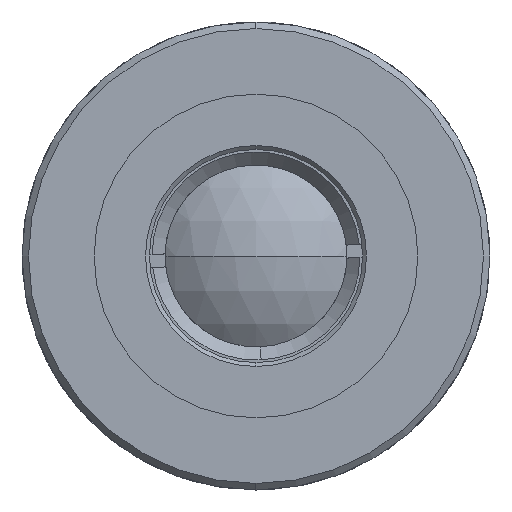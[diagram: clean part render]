
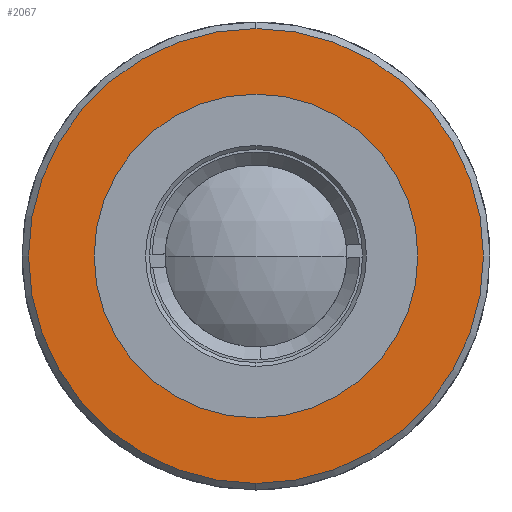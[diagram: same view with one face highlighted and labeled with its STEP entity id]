
A CAD part, left-side view. The second image highlights one B-rep face of the part: STEP entity #2067.
In plain terms, the highlighted planar face has unit normal (-1, 0, 0).
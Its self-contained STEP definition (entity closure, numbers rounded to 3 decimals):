
#90 = VERTEX_POINT ( 'NONE', #2361 ) ;
#113 = AXIS2_PLACEMENT_3D ( 'NONE', #1950, #2294, #3967 ) ;
#119 = DIRECTION ( 'NONE',  ( -1., 0., 0. ) ) ;
#276 = AXIS2_PLACEMENT_3D ( 'NONE', #1116, #4426, #769 ) ;
#769 = DIRECTION ( 'NONE',  ( 0., 0., 1. ) ) ;
#846 = CARTESIAN_POINT ( 'NONE',  ( -5.002, 0., 0. ) ) ;
#975 = CARTESIAN_POINT ( 'NONE',  ( -5.002, 18., 0. ) ) ;
#1057 = DIRECTION ( 'NONE',  ( 0., 0., -1. ) ) ;
#1116 = CARTESIAN_POINT ( 'NONE',  ( -5.002, 0., 0. ) ) ;
#1614 = EDGE_LOOP ( 'NONE', ( #4865, #3586 ) ) ;
#1844 = EDGE_CURVE ( 'NONE', #3325, #3804, #4186, .T. ) ;
#1877 = CARTESIAN_POINT ( 'NONE',  ( -5.002, 0., -12.45 ) ) ;
#1891 = FACE_BOUND ( 'NONE', #1965, .T. ) ;
#1939 = EDGE_CURVE ( 'NONE', #90, #3651, #3588, .T. ) ;
#1950 = CARTESIAN_POINT ( 'NONE',  ( -5.002, 0., 0. ) ) ;
#1965 = EDGE_LOOP ( 'NONE', ( #2164, #3758 ) ) ;
#2067 = ADVANCED_FACE ( 'NONE', ( #5051, #1891 ), #4228, .F. ) ;
#2164 = ORIENTED_EDGE ( 'NONE', *, *, #1844, .F. ) ;
#2294 = DIRECTION ( 'NONE',  ( -1., 0., 0. ) ) ;
#2361 = CARTESIAN_POINT ( 'NONE',  ( -5.002, 0., -17.5 ) ) ;
#2426 = DIRECTION ( 'NONE',  ( 0., 0., 1. ) ) ;
#2427 = CARTESIAN_POINT ( 'NONE',  ( -5.002, 0., 12.45 ) ) ;
#2559 = DIRECTION ( 'NONE',  ( 0., 0., -1. ) ) ;
#2909 = AXIS2_PLACEMENT_3D ( 'NONE', #846, #119, #2559 ) ;
#3106 = CIRCLE ( 'NONE', #4293, 12.45 ) ;
#3325 = VERTEX_POINT ( 'NONE', #2427 ) ;
#3511 = DIRECTION ( 'NONE',  ( 1., 0., 0. ) ) ;
#3586 = ORIENTED_EDGE ( 'NONE', *, *, #4372, .T. ) ;
#3588 = CIRCLE ( 'NONE', #2909, 17.5 ) ;
#3651 = VERTEX_POINT ( 'NONE', #4133 ) ;
#3652 = CARTESIAN_POINT ( 'NONE',  ( -5.002, 0., 0. ) ) ;
#3702 = DIRECTION ( 'NONE',  ( -1., 0., 0. ) ) ;
#3758 = ORIENTED_EDGE ( 'NONE', *, *, #4082, .F. ) ;
#3804 = VERTEX_POINT ( 'NONE', #1877 ) ;
#3967 = DIRECTION ( 'NONE',  ( 0., 0., -1. ) ) ;
#4082 = EDGE_CURVE ( 'NONE', #3804, #3325, #3106, .T. ) ;
#4133 = CARTESIAN_POINT ( 'NONE',  ( -5.002, 0., 17.5 ) ) ;
#4186 = CIRCLE ( 'NONE', #276, 12.45 ) ;
#4228 = PLANE ( 'NONE',  #4584 ) ;
#4293 = AXIS2_PLACEMENT_3D ( 'NONE', #3652, #3702, #2426 ) ;
#4372 = EDGE_CURVE ( 'NONE', #3651, #90, #4716, .T. ) ;
#4426 = DIRECTION ( 'NONE',  ( -1., 0., 0. ) ) ;
#4584 = AXIS2_PLACEMENT_3D ( 'NONE', #975, #3511, #1057 ) ;
#4716 = CIRCLE ( 'NONE', #113, 17.5 ) ;
#4865 = ORIENTED_EDGE ( 'NONE', *, *, #1939, .T. ) ;
#5051 = FACE_OUTER_BOUND ( 'NONE', #1614, .T. ) ;
